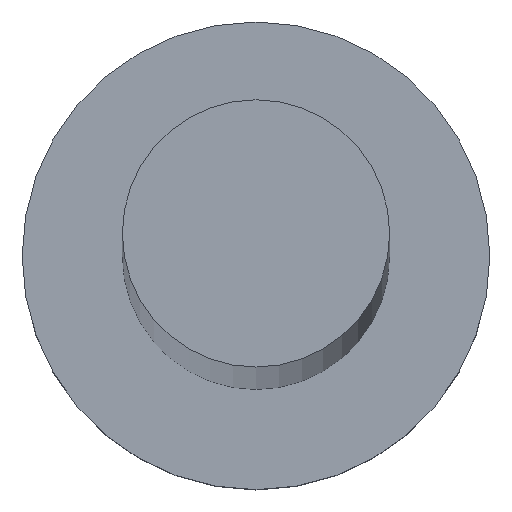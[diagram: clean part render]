
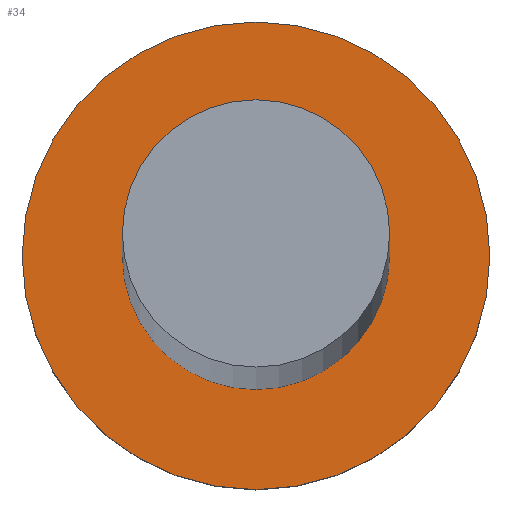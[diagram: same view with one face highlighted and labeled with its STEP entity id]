
A CAD part, top view. The second image highlights one B-rep face of the part: STEP entity #34.
In plain terms, the highlighted planar face has unit normal (0, 0, 1).
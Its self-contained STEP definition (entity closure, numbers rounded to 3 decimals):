
#7 = CARTESIAN_POINT ( 'NONE',  ( 0., 0., 5. ) ) ;
#13 = CARTESIAN_POINT ( 'NONE',  ( 0., 0., 5. ) ) ;
#34 = ADVANCED_FACE ( 'NONE', ( #992, #1095 ), #746, .T. ) ;
#210 = DIRECTION ( 'NONE',  ( 0., 0., 1. ) ) ;
#214 = VERTEX_POINT ( 'NONE', #1241 ) ;
#279 = EDGE_CURVE ( 'NONE', #214, #377, #1239, .T. ) ;
#315 = DIRECTION ( 'NONE',  ( 1., 0., 0. ) ) ;
#325 = DIRECTION ( 'NONE',  ( 0., 0., 1. ) ) ;
#355 = EDGE_CURVE ( 'NONE', #377, #214, #378, .T. ) ;
#377 = VERTEX_POINT ( 'NONE', #634 ) ;
#378 = CIRCLE ( 'NONE', #1212, 7. ) ;
#428 = AXIS2_PLACEMENT_3D ( 'NONE', #1320, #210, #1176 ) ;
#489 = EDGE_LOOP ( 'NONE', ( #1323, #833 ) ) ;
#614 = DIRECTION ( 'NONE',  ( 1., 0., 0. ) ) ;
#630 = AXIS2_PLACEMENT_3D ( 'NONE', #1242, #325, #315 ) ;
#634 = CARTESIAN_POINT ( 'NONE',  ( -7., 0., 5. ) ) ;
#635 = CIRCLE ( 'NONE', #428, 4. ) ;
#642 = DIRECTION ( 'NONE',  ( 1., 0., 0. ) ) ;
#696 = CARTESIAN_POINT ( 'NONE',  ( -4., 0., 5. ) ) ;
#710 = VERTEX_POINT ( 'NONE', #696 ) ;
#746 = PLANE ( 'NONE',  #1316 ) ;
#753 = CIRCLE ( 'NONE', #630, 4. ) ;
#784 = AXIS2_PLACEMENT_3D ( 'NONE', #7, #1358, #614 ) ;
#824 = VERTEX_POINT ( 'NONE', #1541 ) ;
#833 = ORIENTED_EDGE ( 'NONE', *, *, #1047, .F. ) ;
#950 = EDGE_LOOP ( 'NONE', ( #1308, #966 ) ) ;
#966 = ORIENTED_EDGE ( 'NONE', *, *, #279, .T. ) ;
#992 = FACE_BOUND ( 'NONE', #489, .T. ) ;
#1047 = EDGE_CURVE ( 'NONE', #824, #710, #635, .T. ) ;
#1095 = FACE_OUTER_BOUND ( 'NONE', #950, .T. ) ;
#1105 = DIRECTION ( 'NONE',  ( 1., 0., 0. ) ) ;
#1176 = DIRECTION ( 'NONE',  ( 1., 0., 0. ) ) ;
#1212 = AXIS2_PLACEMENT_3D ( 'NONE', #13, #1478, #642 ) ;
#1239 = CIRCLE ( 'NONE', #784, 7. ) ;
#1241 = CARTESIAN_POINT ( 'NONE',  ( 7., 0., 5. ) ) ;
#1242 = CARTESIAN_POINT ( 'NONE',  ( 0., 0., 5. ) ) ;
#1308 = ORIENTED_EDGE ( 'NONE', *, *, #355, .T. ) ;
#1316 = AXIS2_PLACEMENT_3D ( 'NONE', #1460, #1469, #1105 ) ;
#1320 = CARTESIAN_POINT ( 'NONE',  ( 0., 0., 5. ) ) ;
#1323 = ORIENTED_EDGE ( 'NONE', *, *, #1585, .F. ) ;
#1358 = DIRECTION ( 'NONE',  ( 0., 0., 1. ) ) ;
#1460 = CARTESIAN_POINT ( 'NONE',  ( 0., 0., 5. ) ) ;
#1469 = DIRECTION ( 'NONE',  ( 0., 0., 1. ) ) ;
#1478 = DIRECTION ( 'NONE',  ( 0., 0., 1. ) ) ;
#1541 = CARTESIAN_POINT ( 'NONE',  ( 4., 0., 5. ) ) ;
#1585 = EDGE_CURVE ( 'NONE', #710, #824, #753, .T. ) ;
